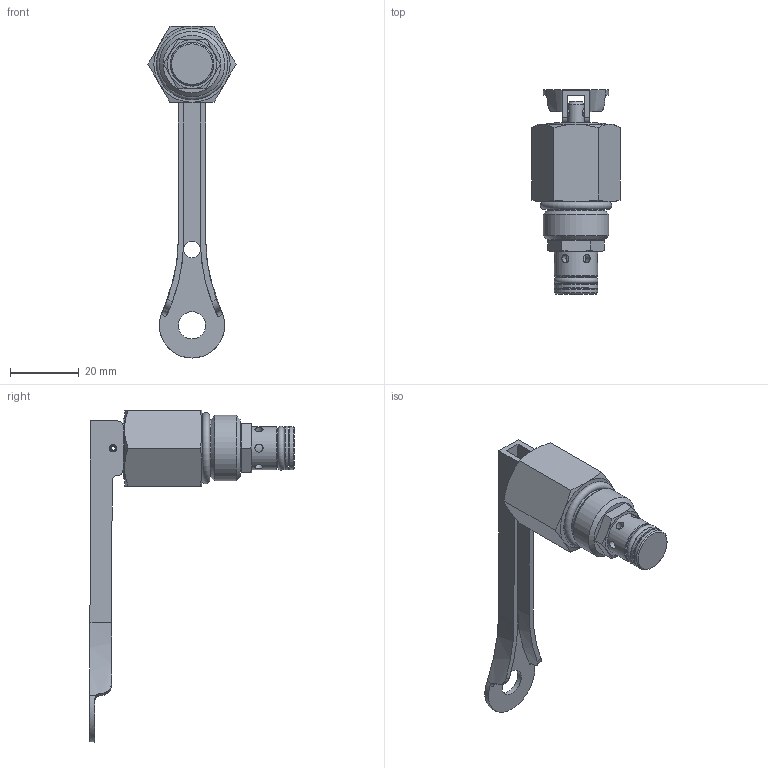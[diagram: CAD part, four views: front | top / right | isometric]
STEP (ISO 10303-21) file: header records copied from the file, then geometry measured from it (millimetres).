
FILE_DESCRIPTION((''),'2;1');
FILE_NAME('dtv-080-n_10133-81_RI.stp','2012-07-11T09:12:44',('mmartin'),(''),'Autodesk Inventor 2010','Autodesk Inventor 2010','');
FILE_SCHEMA(('AUTOMOTIVE_DESIGN { 1 0 10303 214 1 1 1 1 }'));
Length unit declared in the file: inch
Products named in the file (1): 10133-81_Shrinkwrap
Bounding box: 25.66 x 59.64 x 96.72 mm (x, y, z)
Volume: 17710.1 mm3; surface area: 8878.9 mm2
Topology: 5 solids, 5 shells, 130 faces, 290 edges, 183 vertices
Faces by surface type: cylinder 57, plane 38, cone 20, bspline 9, torus 6
Full cylindrical faces by diameter (mm): 2.019 x1, 2.184 x2, 2.362 x12, 4.699 x1, 4.75 x1, 4.801 x1, 7.925 x1, 9.83 x2, 9.906 x1, 12.598 x2, 12.7 x1, 16.751 x2, 17.45 x1, 19.05 x1
Entity records: 4234 total; most frequent: CARTESIAN_POINT 1620, DIRECTION 496, ORIENTED_EDGE 460, EDGE_CURVE 230, AXIS2_PLACEMENT_3D 212, EDGE_LOOP 200, VERTEX_POINT 168, FACE_OUTER_BOUND 130
